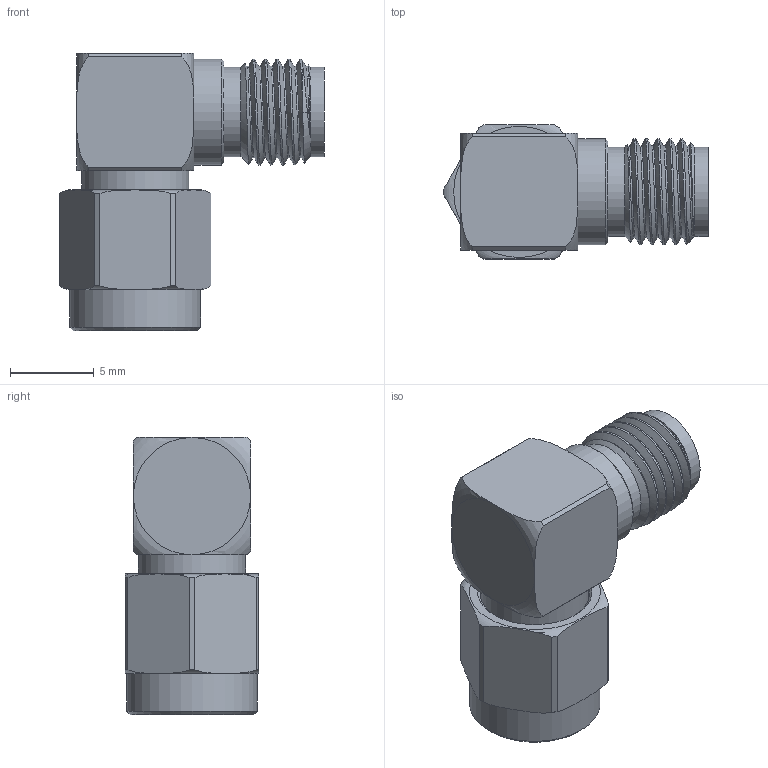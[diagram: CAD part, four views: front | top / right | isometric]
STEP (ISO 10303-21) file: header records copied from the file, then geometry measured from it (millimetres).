
FILE_DESCRIPTION(/* description */ ('Unknown'),/* implementation_level */ '2;1');
FILE_NAME(/* name */ '64403203112000',/* time_stamp */ '2021-05-27T10:07:16+02:00',/* author */ ('Unknown'),/* organization */ ('Unknown'),/* preprocessor_version */ 'ST-DEVELOPER v16.7',/* originating_system */ 'Solid Edge',/* authorisation */ 'Unknown');
FILE_SCHEMA (('AUTOMOTIVE_DESIGN {1 0 10303 214 3 1 1}'));
Length unit declared in the file: millimetre
Products named in the file (8): 64403203112000; 644xxx03112000_Shielding; 64403203112000_Shielding; 64403203112000_Signalpin; 64403103112000_Insulator; 644032xxx12000_Shielding2; 644032xxx12000_Ring plastic; 644032xxx12000_Circlips
Assembly tree (8 placements, depth 2):
  64403203112000
    644xxx03112000_Shielding
    64403203112000_Shielding
    64403203112000_Signalpin
    64403103112000_Insulator  x2
    644032xxx12000_Shielding2
    644032xxx12000_Ring plastic
    644032xxx12000_Circlips
Bounding box: 15.82 x 8 x 16.55 mm (x, y, z)
Volume: 790.1 mm3; surface area: 1896.8 mm2
Topology: 8 solids, 8 shells, 241 faces, 571 edges, 381 vertices
Faces by surface type: plane 140, cylinder 68, cone 18, torus 11, bspline 4
Full cylindrical faces by diameter (mm): 0.92 x1, 1.27 x4, 2.74 x2, 2.902 x1, 3.2 x1, 4.06 x4, 4.56 x2, 4.64 x1, 4.75 x1, 5.14 x1, 5.16 x1, 5.35 x2, 6.33 x1, 6.4 x2, 6.5 x1, 6.55 x6, 7 x1, 7.8 x1
Entity records: 8000 total; most frequent: CARTESIAN_POINT 2674, DIRECTION 1086, ORIENTED_EDGE 978, EDGE_CURVE 489, AXIS2_PLACEMENT_3D 440, VERTEX_POINT 348, FACE_BOUND 315, EDGE_LOOP 314
